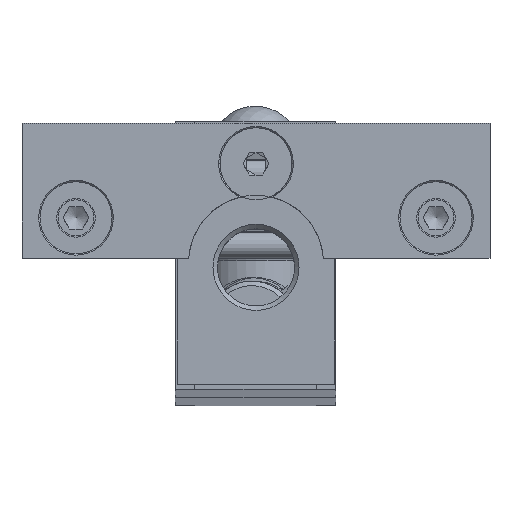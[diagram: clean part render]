
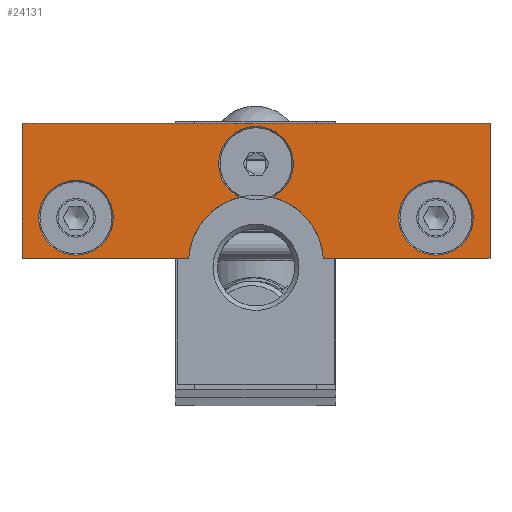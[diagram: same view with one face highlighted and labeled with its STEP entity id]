
A CAD part, top view. The second image highlights one B-rep face of the part: STEP entity #24131.
In plain terms, the highlighted planar face has unit normal (0, 0, 1).
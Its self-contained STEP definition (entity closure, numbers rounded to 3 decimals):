
#795=FACE_BOUND('',#5925,.T.);
#796=FACE_BOUND('',#5926,.T.);
#1233=PLANE('',#26857);
#1998=LINE('',#44192,#2931);
#1999=LINE('',#44194,#2932);
#2000=LINE('',#44196,#2933);
#2001=LINE('',#44198,#2934);
#2002=LINE('',#44199,#2935);
#2931=VECTOR('',#33005,10.);
#2932=VECTOR('',#33006,10.);
#2933=VECTOR('',#33007,10.);
#2934=VECTOR('',#33008,10.);
#2935=VECTOR('',#33009,10.);
#4571=FACE_OUTER_BOUND('',#5924,.T.);
#5924=EDGE_LOOP('',(#19322,#19323,#19324,#19325,#19326,#19327,#19328,#19329));
#5925=EDGE_LOOP('',(#19330));
#5926=EDGE_LOOP('',(#19331));
#7906=CIRCLE('',#26824,7.5);
#7908=CIRCLE('',#26826,7.5);
#7922=CIRCLE('',#26856,4.15);
#7923=CIRCLE('',#26858,4.15);
#7924=CIRCLE('',#26859,4.15);
#10397=VERTEX_POINT('',#44057);
#10398=VERTEX_POINT('',#44062);
#10401=VERTEX_POINT('',#44068);
#10402=VERTEX_POINT('',#44070);
#10438=VERTEX_POINT('',#44186);
#10439=VERTEX_POINT('',#44191);
#10440=VERTEX_POINT('',#44193);
#10441=VERTEX_POINT('',#44195);
#10442=VERTEX_POINT('',#44197);
#10443=VERTEX_POINT('',#44200);
#13618=EDGE_CURVE('',#10398,#10397,#7906,.T.);
#13622=EDGE_CURVE('',#10402,#10401,#7908,.T.);
#13669=EDGE_CURVE('',#10438,#10438,#7922,.T.);
#13671=EDGE_CURVE('',#10402,#10397,#7923,.T.);
#13672=EDGE_CURVE('',#10401,#10439,#1998,.T.);
#13673=EDGE_CURVE('',#10439,#10440,#1999,.T.);
#13674=EDGE_CURVE('',#10440,#10441,#2000,.T.);
#13675=EDGE_CURVE('',#10441,#10442,#2001,.T.);
#13676=EDGE_CURVE('',#10442,#10398,#2002,.T.);
#13677=EDGE_CURVE('',#10443,#10443,#7924,.T.);
#19322=ORIENTED_EDGE('',*,*,#13671,.F.);
#19323=ORIENTED_EDGE('',*,*,#13622,.T.);
#19324=ORIENTED_EDGE('',*,*,#13672,.T.);
#19325=ORIENTED_EDGE('',*,*,#13673,.T.);
#19326=ORIENTED_EDGE('',*,*,#13674,.T.);
#19327=ORIENTED_EDGE('',*,*,#13675,.T.);
#19328=ORIENTED_EDGE('',*,*,#13676,.T.);
#19329=ORIENTED_EDGE('',*,*,#13618,.T.);
#19330=ORIENTED_EDGE('',*,*,#13677,.F.);
#19331=ORIENTED_EDGE('',*,*,#13669,.F.);
#24131=ADVANCED_FACE('',(#4571,#795,#796),#1233,.T.);
#26824=AXIS2_PLACEMENT_3D('',#44063,#32907,#32908);
#26826=AXIS2_PLACEMENT_3D('',#44071,#32913,#32914);
#26856=AXIS2_PLACEMENT_3D('',#44187,#32998,#32999);
#26857=AXIS2_PLACEMENT_3D('',#44189,#33001,#33002);
#26858=AXIS2_PLACEMENT_3D('',#44190,#33003,#33004);
#26859=AXIS2_PLACEMENT_3D('',#44201,#33010,#33011);
#32907=DIRECTION('center_axis',(0.,0.,
-1.));
#32908=DIRECTION('ref_axis',(0.998,0.067,0.));
#32913=DIRECTION('center_axis',(0.,0.,
-1.));
#32914=DIRECTION('ref_axis',(0.998,0.067,0.));
#32998=DIRECTION('center_axis',(0.,0.,
1.));
#32999=DIRECTION('ref_axis',(-1.,0.,0.));
#33001=DIRECTION('center_axis',(0.,0.,
1.));
#33002=DIRECTION('ref_axis',(1.,0.,0.));
#33003=DIRECTION('center_axis',(0.,0.,
1.));
#33004=DIRECTION('ref_axis',(-1.,0.,0.));
#33005=DIRECTION('',(1.,0.,0.));
#33006=DIRECTION('',(0.,1.,0.));
#33007=DIRECTION('',(-1.,0.,0.));
#33008=DIRECTION('',(0.,-1.,0.));
#33009=DIRECTION('',(1.,0.,0.));
#33010=DIRECTION('center_axis',(0.,0.,
1.));
#33011=DIRECTION('ref_axis',(-1.,0.,0.));
#44057=CARTESIAN_POINT('',(-1.777,6.374,290.));
#44062=CARTESIAN_POINT('',(-7.433,-0.4,290.));
#44063=CARTESIAN_POINT('Origin',(0.05,-0.9,
290.));
#44068=CARTESIAN_POINT('',(7.533,-0.4,290.));
#44070=CARTESIAN_POINT('',(1.877,6.374,290.));
#44071=CARTESIAN_POINT('Origin',(0.05,-0.9,
290.));
#44186=CARTESIAN_POINT('',(24.2,4.1,290.));
#44187=CARTESIAN_POINT('Origin',(20.05,4.1,290.));
#44189=CARTESIAN_POINT('Origin',(0.05,7.549,290.));
#44190=CARTESIAN_POINT('Origin',(0.05,10.1,290.));
#44191=CARTESIAN_POINT('',(26.05,-0.4,290.));
#44192=CARTESIAN_POINT('',(26.05,-0.4,290.));
#44193=CARTESIAN_POINT('',(26.05,14.6,290.));
#44194=CARTESIAN_POINT('',(26.05,14.6,290.));
#44195=CARTESIAN_POINT('',(-25.95,14.6,290.));
#44196=CARTESIAN_POINT('',(-25.95,14.6,290.));
#44197=CARTESIAN_POINT('',(-25.95,-0.4,290.));
#44198=CARTESIAN_POINT('',(-25.95,-0.4,290.));
#44199=CARTESIAN_POINT('',(-7.433,-0.4,290.));
#44200=CARTESIAN_POINT('',(-15.8,4.1,290.));
#44201=CARTESIAN_POINT('Origin',(-19.95,4.1,290.));
